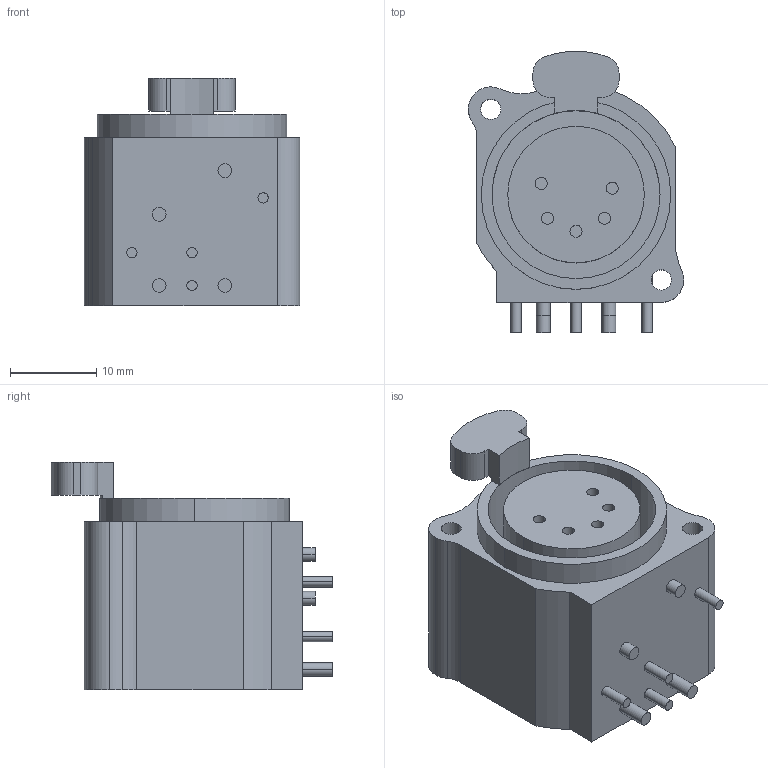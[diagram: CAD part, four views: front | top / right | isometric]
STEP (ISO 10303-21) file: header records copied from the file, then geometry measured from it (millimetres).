
FILE_DESCRIPTION (( 'STEP AP214' ), '1' );
FILE_NAME ('NC5FAH.STEP', '2023-08-17T17:13:47', ( '' ), ( '' ), 'SwSTEP 2.0', 'SolidWorks 2021', '' );
FILE_SCHEMA (( 'AUTOMOTIVE_DESIGN' ));
Length unit declared in the file: millimetre
Products named in the file (2): NC5FAH_NC5FAH; NC5FAH
Assembly tree (1 placements, depth 2):
  NC5FAH
    NC5FAH_NC5FAH
Bounding box: 24.99 x 32.62 x 26.4 mm (x, y, z)
Volume: 10342.8 mm3; surface area: 5398.6 mm2
Topology: 8 solids, 8 shells, 89 faces, 189 edges, 126 vertices
Faces by surface type: cylinder 52, plane 37
Entity records: 2628 total; most frequent: DIRECTION 475, CARTESIAN_POINT 458, ORIENTED_EDGE 378, AXIS2_PLACEMENT_3D 195, EDGE_CURVE 189, VERTEX_POINT 126, EDGE_LOOP 103, CIRCLE 102
